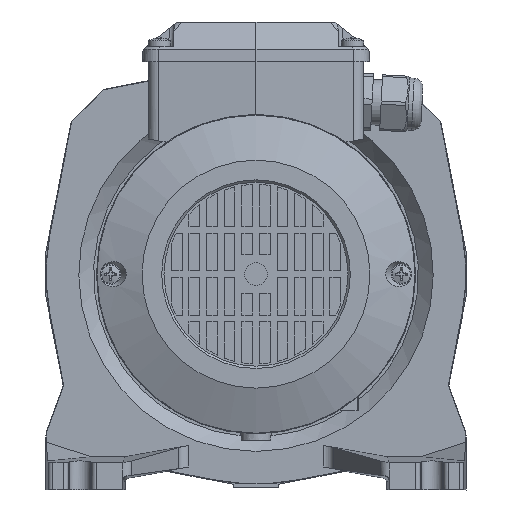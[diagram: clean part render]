
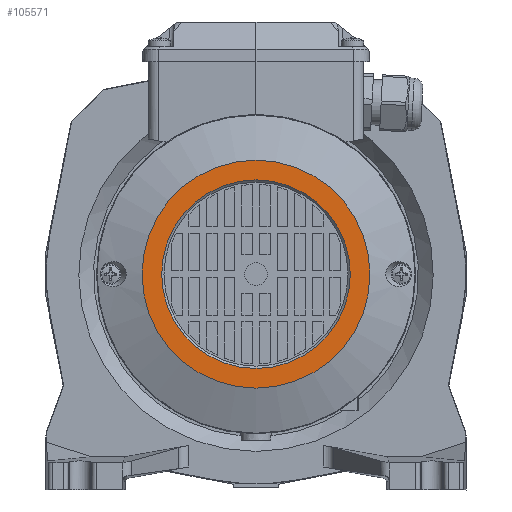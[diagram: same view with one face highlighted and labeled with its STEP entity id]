
A CAD part, left-side view. The second image highlights one B-rep face of the part: STEP entity #105571.
In plain terms, the highlighted planar face has unit normal (-1, 0, 0).
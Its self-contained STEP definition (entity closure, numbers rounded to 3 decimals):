
#105332=CARTESIAN_POINT('',(-257.,50.178,0.));
#105333=VERTEX_POINT('',#105332);
#105334=CARTESIAN_POINT('',(-257.,-50.178,0.));
#105335=VERTEX_POINT('',#105334);
#105336=CARTESIAN_POINT('',(-257.,0.,0.));
#105337=DIRECTION('',(-1.0,0.,0.));
#105338=DIRECTION('',(0.,-1.,0.));
#105339=AXIS2_PLACEMENT_3D('',#105336,#105337,#105338);
#105340=CIRCLE('',#105339,50.178);
#105341=EDGE_CURVE('',#105333,#105335,#105340,.T.);
#105343=CARTESIAN_POINT('',(-257.,0.,0.));
#105344=DIRECTION('',(-1.0,0.,0.));
#105345=DIRECTION('',(0.,-1.,0.));
#105346=AXIS2_PLACEMENT_3D('',#105343,#105344,#105345);
#105347=CIRCLE('',#105346,50.178);
#105348=EDGE_CURVE('',#105335,#105333,#105347,.T.);
#105542=CARTESIAN_POINT('',(-257.,-100.357,-100.357));
#105543=DIRECTION('',(-1.0,0.0,0.0));
#105544=DIRECTION('',(0.0,0.,1.));
#105545=AXIS2_PLACEMENT_3D('',#105542,#105543,#105544);
#105546=PLANE('',#105545);
#105547=ORIENTED_EDGE('',*,*,#105348,.T.);
#105548=ORIENTED_EDGE('',*,*,#105341,.T.);
#105549=EDGE_LOOP('',(#105547,#105548));
#105550=FACE_OUTER_BOUND('',#105549,.T.);
#105551=CARTESIAN_POINT('',(-257.,41.5,0.));
#105552=VERTEX_POINT('',#105551);
#105553=CARTESIAN_POINT('',(-257.,-41.5,0.));
#105554=VERTEX_POINT('',#105553);
#105555=CARTESIAN_POINT('',(-257.,0.,0.));
#105556=DIRECTION('',(-1.0,0.,0.));
#105557=DIRECTION('',(0.,-1.,0.));
#105558=AXIS2_PLACEMENT_3D('',#105555,#105556,#105557);
#105559=CIRCLE('',#105558,41.5);
#105560=EDGE_CURVE('',#105552,#105554,#105559,.T.);
#105561=ORIENTED_EDGE('',*,*,#105560,.F.);
#105562=CARTESIAN_POINT('',(-257.,0.,0.));
#105563=DIRECTION('',(-1.0,0.,0.));
#105564=DIRECTION('',(0.,-1.,0.));
#105565=AXIS2_PLACEMENT_3D('',#105562,#105563,#105564);
#105566=CIRCLE('',#105565,41.5);
#105567=EDGE_CURVE('',#105554,#105552,#105566,.T.);
#105568=ORIENTED_EDGE('',*,*,#105567,.F.);
#105569=EDGE_LOOP('',(#105561,#105568));
#105570=FACE_BOUND('',#105569,.T.);
#105571=ADVANCED_FACE('',(#105550,#105570),#105546,.T.);
